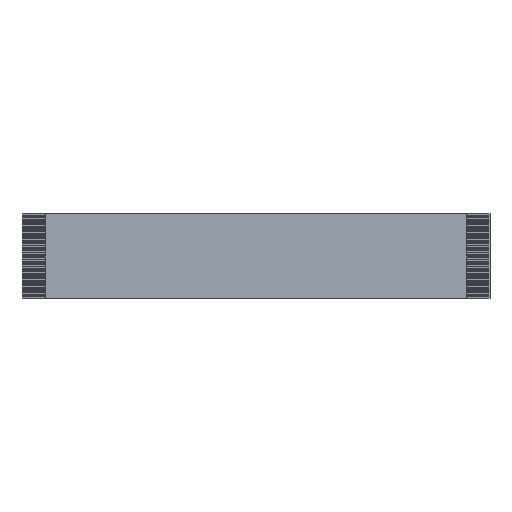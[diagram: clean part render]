
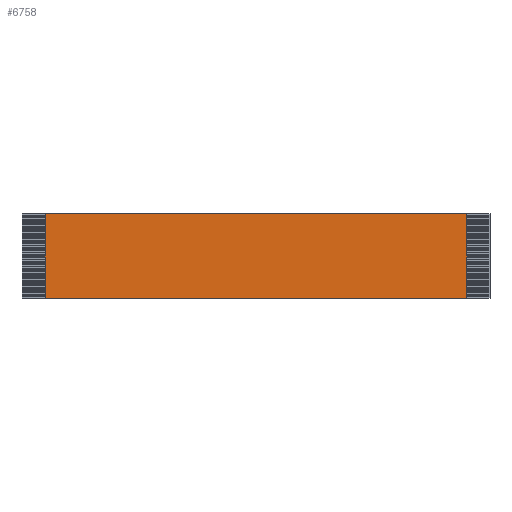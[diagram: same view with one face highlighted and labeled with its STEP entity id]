
A CAD part, top view. The second image highlights one B-rep face of the part: STEP entity #6758.
In plain terms, the highlighted planar face has unit normal (0, 0, 1).
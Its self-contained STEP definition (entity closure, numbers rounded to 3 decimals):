
#1439=ORIENTED_EDGE('',*,*,#2047,.T.);
#1440=ORIENTED_EDGE('',*,*,#2262,.F.);
#1441=ORIENTED_EDGE('',*,*,#2044,.F.);
#1442=ORIENTED_EDGE('',*,*,#2261,.T.);
#2044=EDGE_CURVE('',#2707,#2708,#3238,.T.);
#2047=EDGE_CURVE('',#2710,#2709,#3241,.T.);
#2261=EDGE_CURVE('',#2707,#2710,#3455,.T.);
#2262=EDGE_CURVE('',#2708,#2709,#3456,.T.);
#2707=VERTEX_POINT('',#9262);
#2708=VERTEX_POINT('',#9264);
#2709=VERTEX_POINT('',#9268);
#2710=VERTEX_POINT('',#9270);
#3238=LINE('',#9263,#3984);
#3241=LINE('',#9269,#3987);
#3455=LINE('',#9629,#4201);
#3456=LINE('',#9631,#4202);
#3984=VECTOR('',#7691,1000.);
#3987=VECTOR('',#7696,1000.);
#4201=VECTOR('',#8200,1000.);
#4202=VECTOR('',#8203,1000.);
#4431=EDGE_LOOP('',(#1439,#1440,#1441,#1442));
#4661=FACE_BOUND('',#4431,.T.);
#4891=PLANE('',#6995);
#6758=ADVANCED_FACE('',(#4661),#4891,.F.);
#6995=AXIS2_PLACEMENT_3D('',#9630,#8201,#8202);
#7691=DIRECTION('',(1.,0.,0.));
#7696=DIRECTION('',(1.,0.,0.));
#8200=DIRECTION('',(0.,-1.,0.));
#8201=DIRECTION('',(0.,0.,-1.));
#8202=DIRECTION('',(-1.,0.,0.));
#8203=DIRECTION('',(0.,-1.,0.));
#9262=CARTESIAN_POINT('',(-45.,9.,0.138));
#9263=CARTESIAN_POINT('',(-45.,9.,0.138));
#9264=CARTESIAN_POINT('',(45.,9.,0.138));
#9268=CARTESIAN_POINT('',(45.,-9.,0.138));
#9269=CARTESIAN_POINT('',(-45.,-9.,0.138));
#9270=CARTESIAN_POINT('',(-45.,-9.,0.138));
#9629=CARTESIAN_POINT('',(-45.,9.,0.138));
#9630=CARTESIAN_POINT('',(-45.,9.,0.138));
#9631=CARTESIAN_POINT('',(45.,9.,0.138));
